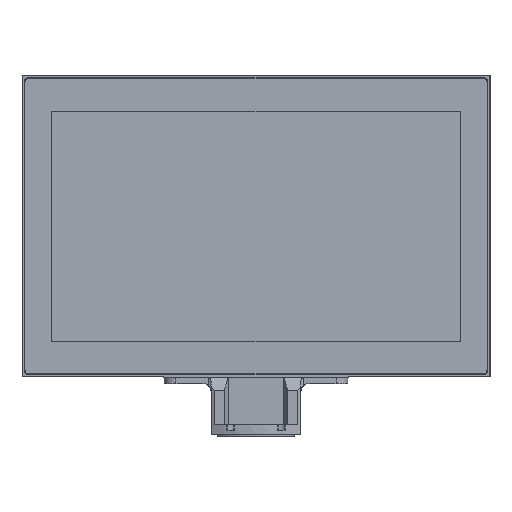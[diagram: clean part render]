
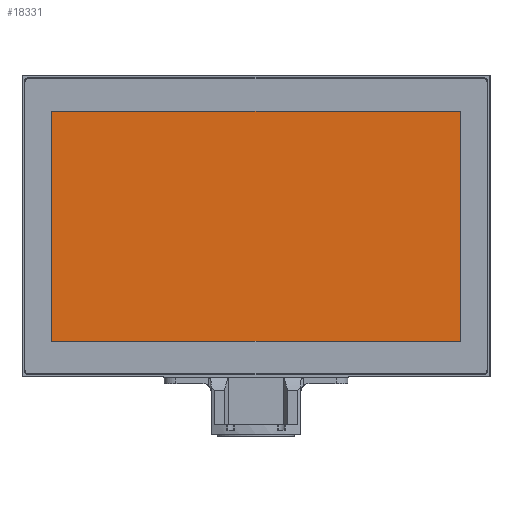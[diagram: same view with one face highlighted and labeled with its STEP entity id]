
A CAD part, top view. The second image highlights one B-rep face of the part: STEP entity #18331.
In plain terms, the highlighted planar face has unit normal (0, 0, 1).
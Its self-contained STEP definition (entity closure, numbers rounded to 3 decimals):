
#18331=ADVANCED_FACE('',(#22898),#21111,.T.);
#21111=PLANE('',#65988);
#22898=FACE_OUTER_BOUND('',#25603,.T.);
#25603=EDGE_LOOP('',(#30881,#30882,#30883,#30884));
#30881=ORIENTED_EDGE('',*,*,#49092,.F.);
#30882=ORIENTED_EDGE('',*,*,#49095,.F.);
#30883=ORIENTED_EDGE('',*,*,#49097,.F.);
#30884=ORIENTED_EDGE('',*,*,#49098,.F.);
#43972=VERTEX_POINT('',#80090);
#43973=VERTEX_POINT('',#80092);
#43974=VERTEX_POINT('',#80096);
#43975=VERTEX_POINT('',#80100);
#49092=EDGE_CURVE('',#43972,#43973,#56044,.T.);
#49095=EDGE_CURVE('',#43974,#43972,#56047,.T.);
#49097=EDGE_CURVE('',#43975,#43974,#56049,.T.);
#49098=EDGE_CURVE('',#43973,#43975,#56050,.T.);
#56044=LINE('',#80091,#59634);
#56047=LINE('',#80097,#59637);
#56049=LINE('',#80101,#59639);
#56050=LINE('',#80103,#59640);
#59634=VECTOR('',#70050,1.);
#59637=VECTOR('',#70055,1.);
#59639=VECTOR('',#70059,1.);
#59640=VECTOR('',#70062,1.);
#65988=AXIS2_PLACEMENT_3D('',#80105,#70065,#70066);
#70050=DIRECTION('',(0.,1.,0.));
#70055=DIRECTION('',(-1.,0.,0.));
#70059=DIRECTION('',(0.,-1.,0.));
#70062=DIRECTION('',(1.,0.,0.));
#70065=DIRECTION('',(0.,0.,1.));
#70066=DIRECTION('',(1.,0.,0.));
#80090=CARTESIAN_POINT('',(-357.992,-471.486,-12.56));
#80091=CARTESIAN_POINT('',(-357.992,-276.486,-12.56));
#80092=CARTESIAN_POINT('',(-357.992,-276.486,-12.56));
#80096=CARTESIAN_POINT('',(-11.992,-471.486,-12.56));
#80097=CARTESIAN_POINT('',(-357.992,-471.486,-12.56));
#80100=CARTESIAN_POINT('',(-11.992,-276.486,-12.56));
#80101=CARTESIAN_POINT('',(-11.992,-471.486,-12.56));
#80103=CARTESIAN_POINT('',(-11.992,-276.486,-12.56));
#80105=CARTESIAN_POINT('',(0.,0.,-12.56));
